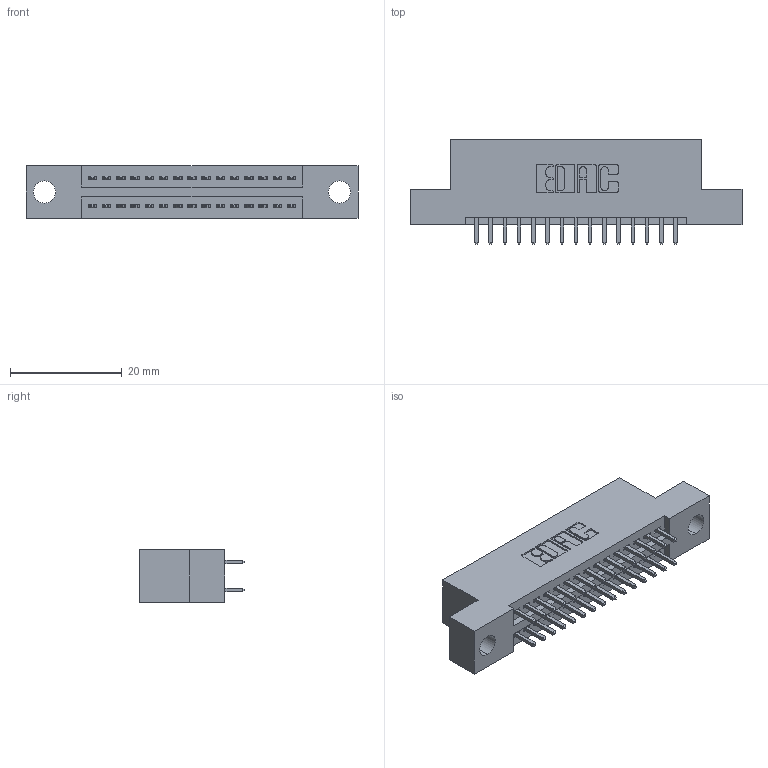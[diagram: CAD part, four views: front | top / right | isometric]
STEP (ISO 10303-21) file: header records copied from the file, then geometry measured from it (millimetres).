
FILE_DESCRIPTION (( 'STEP AP203' ), '1' );
FILE_NAME ('395-030-521-204.STEP', '2018-11-10T23:36:31', ( '' ), ( '' ), 'SwSTEP 2.0', 'SolidWorks 2016', '' );
FILE_SCHEMA (( 'CONFIG_CONTROL_DESIGN' ));
Length unit declared in the file: inch
Products named in the file (3): 345 Part_Flush Mounting Lugs - 0.156 Dia-TH; 395-030-521-204; 345-292-001_345-293-121
Assembly tree (31 placements, depth 2):
  395-030-521-204
    345 Part_Flush Mounting Lugs - 0.156 Dia-TH
    345-292-001_345-293-121  x30
Bounding box: 59.31 x 18.72 x 9.4 mm (x, y, z)
Volume: 5410.6 mm3; surface area: 7210.3 mm2
Topology: 31 solids, 31 shells, 1626 faces, 4811 edges, 3166 vertices
Faces by surface type: plane 1070, cylinder 556
Entity records: 15425 total; most frequent: CARTESIAN_POINT 2612, ORIENTED_EDGE 2546, DIRECTION 2337, EDGE_CURVE 1273, VECTOR 1081, LINE 1081, VERTEX_POINT 846, AXIS2_PLACEMENT_3D 628
